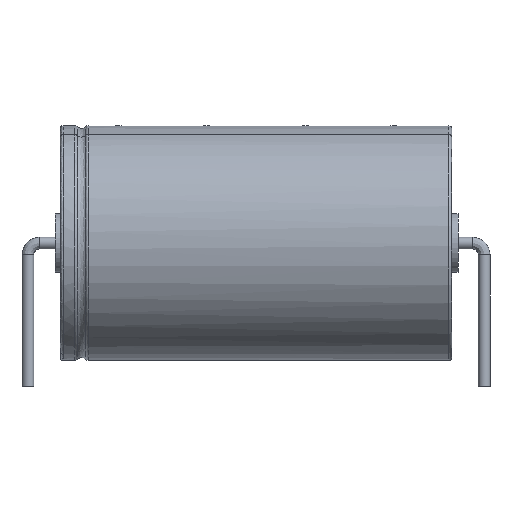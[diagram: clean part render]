
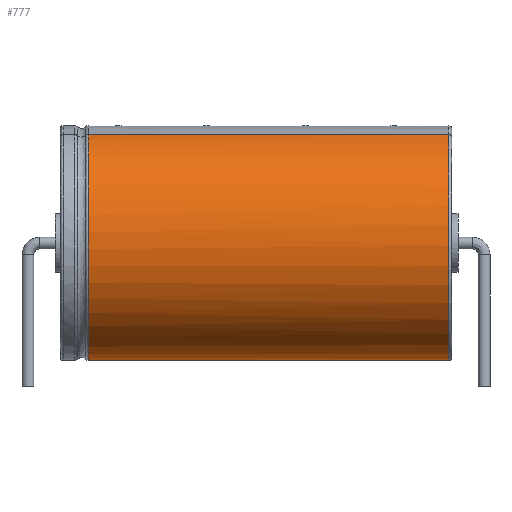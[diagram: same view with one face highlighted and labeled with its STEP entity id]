
A CAD part, front view. The second image highlights one B-rep face of the part: STEP entity #777.
In plain terms, the highlighted cylindrical face has radius 9 mm (diameter 18 mm), a partial arc.
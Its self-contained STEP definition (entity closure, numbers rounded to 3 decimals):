
#138=VERTEX_POINT('',#139);
#139=CARTESIAN_POINT('',(32.3,-3.444,17.315));
#145=EDGE_CURVE('',#146,#138,#148,.T.);
#146=VERTEX_POINT('',#147);
#147=CARTESIAN_POINT('',(4.635,-3.444,17.315));
#148=LINE('',#149,#150);
#149=CARTESIAN_POINT('',(4.5,-3.444,17.315));
#150=VECTOR('',#151,1.);
#151=DIRECTION('',(1.,0.,0.));
#197=DIRECTION('',(-1.,0.,0.));
#367=VERTEX_POINT('',#368);
#368=CARTESIAN_POINT('',(32.3,3.444,17.315));
#372=DIRECTION('',(0.,0.383,0.924));
#373=ORIENTED_EDGE('',*,*,#374,.F.);
#374=EDGE_CURVE('',#375,#367,#377,.T.);
#375=VERTEX_POINT('',#376);
#376=CARTESIAN_POINT('',(4.635,3.444,17.315));
#377=LINE('',#378,#150);
#378=CARTESIAN_POINT('',(4.5,3.444,17.315));
#703=ORIENTED_EDGE('',*,*,#704,.T.);
#704=EDGE_CURVE('',#375,#146,#705,.T.);
#705=B_SPLINE_CURVE_WITH_KNOTS('',12,(#706,#707,#708,#709,#710,#711,#712,#713,#714,#715,#716,#717,#718,#719,#720,#721,#722,#723,#724,#725,#726,#727,#728,#729,#730,#731,#732,#733,#734,#735,#736,#737,#738,#739,#740),.UNSPECIFIED.,.F.,.F.,(13,11,11,13),(-2.108,0.,49.48,51.588),.UNSPECIFIED.);
#706=CARTESIAN_POINT('',(4.635,1.496,18.122));
#707=CARTESIAN_POINT('',(4.635,1.66,18.054));
#708=CARTESIAN_POINT('',(4.635,1.823,17.986));
#709=CARTESIAN_POINT('',(4.635,1.986,17.919));
#710=CARTESIAN_POINT('',(4.635,2.149,17.851));
#711=CARTESIAN_POINT('',(4.635,2.312,17.784));
#712=CARTESIAN_POINT('',(4.635,2.474,17.717));
#713=CARTESIAN_POINT('',(4.635,2.636,17.65));
#714=CARTESIAN_POINT('',(4.635,2.798,17.582));
#715=CARTESIAN_POINT('',(4.635,2.96,17.515));
#716=CARTESIAN_POINT('',(4.635,3.122,17.449));
#717=CARTESIAN_POINT('',(4.635,3.283,17.382));
#718=CARTESIAN_POINT('',(4.635,7.227,15.748));
#719=CARTESIAN_POINT('',(4.635,10.29,12.278));
#720=CARTESIAN_POINT('',(4.635,11.504,7.27));
#721=CARTESIAN_POINT('',(4.635,9.925,1.9));
#722=CARTESIAN_POINT('',(4.635,5.986,-2.098));
#723=CARTESIAN_POINT('',(4.635,0.,-4.102));
#724=CARTESIAN_POINT('',(4.635,-5.986,-2.098));
#725=CARTESIAN_POINT('',(4.635,-9.925,1.9));
#726=CARTESIAN_POINT('',(4.635,-11.504,7.27));
#727=CARTESIAN_POINT('',(4.635,-10.29,12.278));
#728=CARTESIAN_POINT('',(4.635,-7.227,15.748));
#729=CARTESIAN_POINT('',(4.635,-3.283,17.382));
#730=CARTESIAN_POINT('',(4.635,-3.122,17.449));
#731=CARTESIAN_POINT('',(4.635,-2.96,17.515));
#732=CARTESIAN_POINT('',(4.635,-2.798,17.582));
#733=CARTESIAN_POINT('',(4.635,-2.636,17.65));
#734=CARTESIAN_POINT('',(4.635,-2.474,17.717));
#735=CARTESIAN_POINT('',(4.635,-2.312,17.784));
#736=CARTESIAN_POINT('',(4.635,-2.149,17.851));
#737=CARTESIAN_POINT('',(4.635,-1.986,17.919));
#738=CARTESIAN_POINT('',(4.635,-1.823,17.986));
#739=CARTESIAN_POINT('',(4.635,-1.66,18.054));
#740=CARTESIAN_POINT('',(4.635,-1.496,18.122));
#777=ADVANCED_FACE('',(#778),#786,.T.);
#778=FACE_BOUND('',#779,.F.);
#779=EDGE_LOOP('',(#373,#703,#780,#781));
#780=ORIENTED_EDGE('',*,*,#145,.T.);
#781=ORIENTED_EDGE('',*,*,#782,.F.);
#782=EDGE_CURVE('',#367,#138,#783,.T.);
#783=CIRCLE('',#784,9.);
#784=AXIS2_PLACEMENT_3D('',#785,#197,#372);
#785=CARTESIAN_POINT('',(32.3,0.,9.));
#786=CYLINDRICAL_SURFACE('',#787,9.);
#787=AXIS2_PLACEMENT_3D('',#788,#151,#372);
#788=CARTESIAN_POINT('',(4.5,0.,9.));
